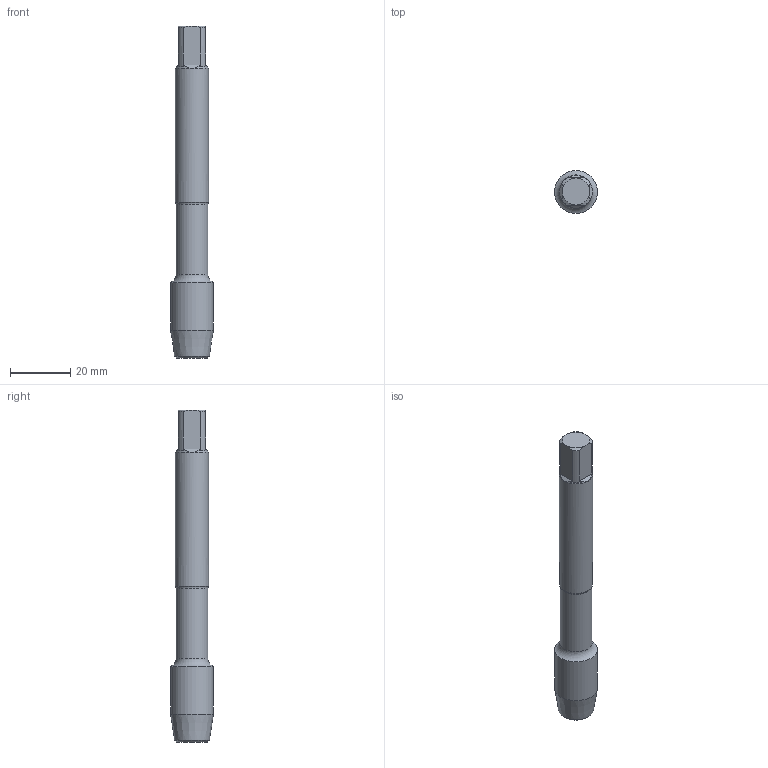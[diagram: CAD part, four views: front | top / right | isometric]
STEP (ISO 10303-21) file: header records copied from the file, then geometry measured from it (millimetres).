
FILE_DESCRIPTION(/* description */ (''),/* implementation_level */ '2;1');
FILE_NAME(/* name */ 'T35-PS01B06-14X2-65R-H_Basic.stp',/* time_stamp */ '2024-03-21T10:10:23+01:00',/* author */ (''),/* organization */ (''),/* preprocessor_version */ 'ST-DEVELOPER v18.102',/* originating_system */ 'SIEMENS PLM Software NX2206.8101',/* authorisation */ '');
FILE_SCHEMA (('AUTOMOTIVE_DESIGN { 1 0 10303 214 3 1 1 1 }'));
Length unit declared in the file: millimetre
Products named in the file (1): T35-PS01B06-14X2-65R-H_Basic_objects
Bounding box: 14.19 x 14.19 x 110 mm (x, y, z)
Volume: 11333.9 mm3; surface area: 4470.6 mm2
Topology: 2 solids, 2 shells, 31 faces, 75 edges, 52 vertices
Faces by surface type: plane 12, cylinder 7, torus 6, cone 6
Full cylindrical faces by diameter (mm): 10.5 x1, 11 x1, 14.185 x1
Entity records: 964 total; most frequent: CARTESIAN_POINT 202, DIRECTION 154, ORIENTED_EDGE 128, AXIS2_PLACEMENT_3D 71, EDGE_CURVE 64, VERTEX_POINT 44, EDGE_LOOP 38, ADVANCED_FACE 31
